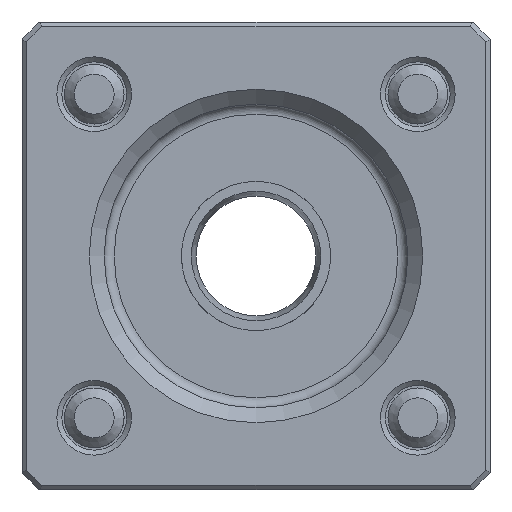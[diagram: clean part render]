
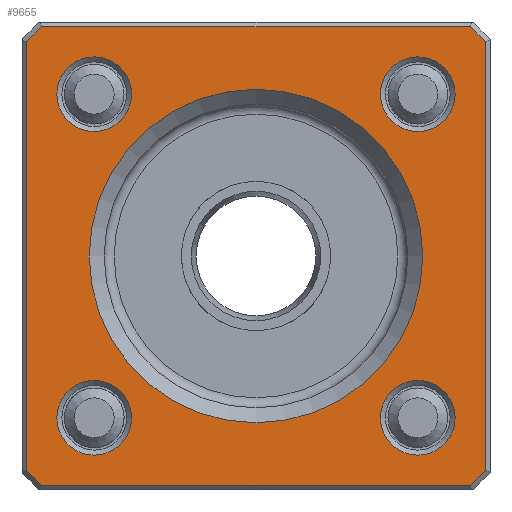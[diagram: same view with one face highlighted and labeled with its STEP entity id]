
A CAD part, front view. The second image highlights one B-rep face of the part: STEP entity #9655.
In plain terms, the highlighted planar face has unit normal (0, -1, 0).
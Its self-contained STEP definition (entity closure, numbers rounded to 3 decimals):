
#7922=CARTESIAN_POINT('',(280.887,85.88,16.75));
#7923=VERTEX_POINT('',#7922);
#7924=CARTESIAN_POINT('',(280.887,85.88,0.));
#7925=DIRECTION('',(0.0,-1.0,0.0));
#7926=DIRECTION('',(0.0,0.0,-1.0));
#7927=AXIS2_PLACEMENT_3D('',#7924,#7925,#7926);
#7928=CIRCLE('',#7927,16.75);
#7929=EDGE_CURVE('',#7923,#7923,#7928,.T.);
#8009=CARTESIAN_POINT('',(297.137,85.88,20.0));
#8010=VERTEX_POINT('',#8009);
#8011=CARTESIAN_POINT('',(297.137,85.88,16.25));
#8012=DIRECTION('',(0.0,-1.0,0.0));
#8013=DIRECTION('',(0.0,0.0,-1.0));
#8014=AXIS2_PLACEMENT_3D('',#8011,#8012,#8013);
#8015=CIRCLE('',#8014,3.75);
#8016=EDGE_CURVE('',#8010,#8010,#8015,.T.);
#8057=CARTESIAN_POINT('',(297.137,85.88,-12.5));
#8058=VERTEX_POINT('',#8057);
#8059=CARTESIAN_POINT('',(297.137,85.88,-16.25));
#8060=DIRECTION('',(0.0,-1.0,0.0));
#8061=DIRECTION('',(0.0,0.0,-1.0));
#8062=AXIS2_PLACEMENT_3D('',#8059,#8060,#8061);
#8063=CIRCLE('',#8062,3.75);
#8064=EDGE_CURVE('',#8058,#8058,#8063,.T.);
#8105=CARTESIAN_POINT('',(264.637,85.88,20.0));
#8106=VERTEX_POINT('',#8105);
#8107=CARTESIAN_POINT('',(264.637,85.88,16.25));
#8108=DIRECTION('',(0.0,-1.0,0.0));
#8109=DIRECTION('',(0.0,0.0,-1.0));
#8110=AXIS2_PLACEMENT_3D('',#8107,#8108,#8109);
#8111=CIRCLE('',#8110,3.75);
#8112=EDGE_CURVE('',#8106,#8106,#8111,.T.);
#8153=CARTESIAN_POINT('',(264.637,85.88,-12.5));
#8154=VERTEX_POINT('',#8153);
#8155=CARTESIAN_POINT('',(264.637,85.88,-16.25));
#8156=DIRECTION('',(0.0,-1.0,0.0));
#8157=DIRECTION('',(0.0,0.0,-1.0));
#8158=AXIS2_PLACEMENT_3D('',#8155,#8156,#8157);
#8159=CIRCLE('',#8158,3.75);
#8160=EDGE_CURVE('',#8154,#8154,#8159,.T.);
#9347=CARTESIAN_POINT('',(259.364,85.88,23.));
#9348=VERTEX_POINT('',#9347);
#9349=CARTESIAN_POINT('',(302.411,85.88,23.));
#9350=VERTEX_POINT('',#9349);
#9351=CARTESIAN_POINT('',(259.364,85.88,23.));
#9352=DIRECTION('',(1.0,0.0,0.0));
#9353=VECTOR('',#9352,43.046);
#9354=LINE('',#9351,#9353);
#9355=EDGE_CURVE('',#9348,#9350,#9354,.T.);
#9380=CARTESIAN_POINT('',(257.887,85.88,-21.523));
#9381=VERTEX_POINT('',#9380);
#9382=CARTESIAN_POINT('',(257.887,85.88,21.523));
#9383=VERTEX_POINT('',#9382);
#9384=CARTESIAN_POINT('',(257.887,85.88,-21.523));
#9385=DIRECTION('',(0.0,0.0,1.0));
#9386=VECTOR('',#9385,43.046);
#9387=LINE('',#9384,#9386);
#9388=EDGE_CURVE('',#9381,#9383,#9387,.T.);
#9413=CARTESIAN_POINT('',(303.887,85.88,21.523));
#9414=VERTEX_POINT('',#9413);
#9415=CARTESIAN_POINT('',(303.887,85.88,-21.523));
#9416=VERTEX_POINT('',#9415);
#9417=CARTESIAN_POINT('',(303.887,85.88,21.523));
#9418=DIRECTION('',(0.0,0.0,-1.0));
#9419=VECTOR('',#9418,43.046);
#9420=LINE('',#9417,#9419);
#9421=EDGE_CURVE('',#9414,#9416,#9420,.T.);
#9453=CARTESIAN_POINT('',(302.411,85.88,-23.));
#9454=VERTEX_POINT('',#9453);
#9455=CARTESIAN_POINT('',(259.364,85.88,-23.));
#9456=VERTEX_POINT('',#9455);
#9457=CARTESIAN_POINT('',(302.411,85.88,-23.));
#9458=DIRECTION('',(-1.0,0.0,0.0));
#9459=VECTOR('',#9458,43.046);
#9460=LINE('',#9457,#9459);
#9461=EDGE_CURVE('',#9454,#9456,#9460,.T.);
#9503=CARTESIAN_POINT('',(280.887,85.88,0.));
#9504=DIRECTION('',(0.0,1.0,0.0));
#9505=DIRECTION('',(1.0,0.0,0.0));
#9506=AXIS2_PLACEMENT_3D('',#9503,#9504,#9505);
#9507=CIRCLE('',#9506,31.5);
#9508=EDGE_CURVE('',#9416,#9454,#9507,.T.);
#9527=CARTESIAN_POINT('',(280.887,85.88,0.));
#9528=DIRECTION('',(0.0,1.0,0.0));
#9529=DIRECTION('',(-1.0,0.0,0.0));
#9530=AXIS2_PLACEMENT_3D('',#9527,#9528,#9529);
#9531=CIRCLE('',#9530,31.5);
#9532=EDGE_CURVE('',#9456,#9381,#9531,.T.);
#9545=CARTESIAN_POINT('',(280.887,85.88,0.));
#9546=DIRECTION('',(0.0,1.0,0.0));
#9547=DIRECTION('',(1.0,0.0,0.0));
#9548=AXIS2_PLACEMENT_3D('',#9545,#9546,#9547);
#9549=CIRCLE('',#9548,31.5);
#9550=EDGE_CURVE('',#9350,#9414,#9549,.T.);
#9563=CARTESIAN_POINT('',(280.887,85.88,0.));
#9564=DIRECTION('',(0.0,1.0,0.0));
#9565=DIRECTION('',(-1.0,0.0,0.0));
#9566=AXIS2_PLACEMENT_3D('',#9563,#9564,#9565);
#9567=CIRCLE('',#9566,31.5);
#9568=EDGE_CURVE('',#9383,#9348,#9567,.T.);
#9625=CARTESIAN_POINT('',(257.387,85.88,23.5));
#9626=DIRECTION('',(0.0,-1.0,0.0));
#9627=DIRECTION('',(0.0,0.0,-1.0));
#9628=AXIS2_PLACEMENT_3D('',#9625,#9626,#9627);
#9629=PLANE('',#9628);
#9630=ORIENTED_EDGE('',*,*,#9461,.F.);
#9631=ORIENTED_EDGE('',*,*,#9508,.F.);
#9632=ORIENTED_EDGE('',*,*,#9421,.F.);
#9633=ORIENTED_EDGE('',*,*,#9550,.F.);
#9634=ORIENTED_EDGE('',*,*,#9355,.F.);
#9635=ORIENTED_EDGE('',*,*,#9568,.F.);
#9636=ORIENTED_EDGE('',*,*,#9388,.F.);
#9637=ORIENTED_EDGE('',*,*,#9532,.F.);
#9638=EDGE_LOOP('',(#9630,#9631,#9632,#9633,#9634,#9635,#9636,#9637));
#9639=FACE_OUTER_BOUND('',#9638,.T.);
#9640=ORIENTED_EDGE('',*,*,#8016,.F.);
#9641=EDGE_LOOP('',(#9640));
#9642=FACE_BOUND('',#9641,.T.);
#9643=ORIENTED_EDGE('',*,*,#8112,.F.);
#9644=EDGE_LOOP('',(#9643));
#9645=FACE_BOUND('',#9644,.T.);
#9646=ORIENTED_EDGE('',*,*,#8160,.F.);
#9647=EDGE_LOOP('',(#9646));
#9648=FACE_BOUND('',#9647,.T.);
#9649=ORIENTED_EDGE('',*,*,#8064,.F.);
#9650=EDGE_LOOP('',(#9649));
#9651=FACE_BOUND('',#9650,.T.);
#9652=ORIENTED_EDGE('',*,*,#7929,.F.);
#9653=EDGE_LOOP('',(#9652));
#9654=FACE_BOUND('',#9653,.T.);
#9655=ADVANCED_FACE('',(#9639,#9642,#9645,#9648,#9651,#9654),#9629,.T.);
